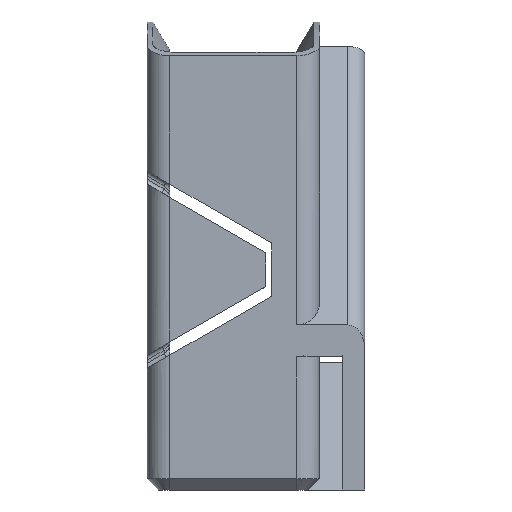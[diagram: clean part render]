
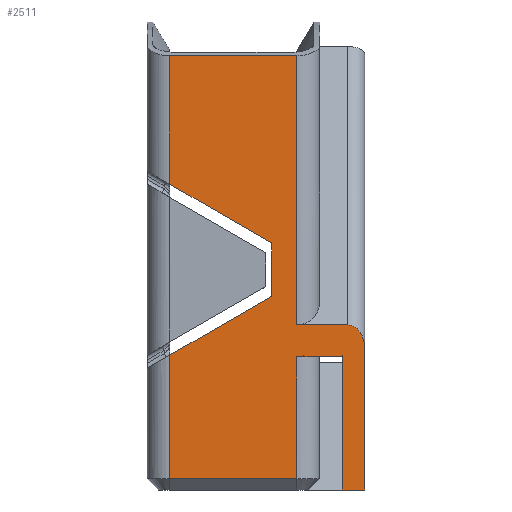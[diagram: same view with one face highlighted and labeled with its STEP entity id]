
A CAD part, front view. The second image highlights one B-rep face of the part: STEP entity #2511.
In plain terms, the highlighted planar face has unit normal (0, -1, 0).
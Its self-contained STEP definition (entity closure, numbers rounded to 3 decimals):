
#143=ELLIPSE('',#2676,4.243,3.);
#240=FACE_OUTER_BOUND('',#370,.T.);
#370=EDGE_LOOP('',(#1911,#1912,#1913,#1914,#1915,#1916,#1917,#1918,#1919,
#1920,#1921,#1922,#1923,#1924,#1925));
#460=LINE('',#3441,#727);
#468=LINE('',#3464,#735);
#515=LINE('',#3859,#782);
#520=LINE('',#3928,#787);
#555=LINE('',#4058,#822);
#598=LINE('',#4153,#865);
#599=LINE('',#4156,#866);
#603=LINE('',#4243,#870);
#604=LINE('',#4245,#871);
#605=LINE('',#4246,#872);
#606=LINE('',#4247,#873);
#607=LINE('',#4248,#874);
#608=LINE('',#4249,#875);
#609=LINE('',#4250,#876);
#727=VECTOR('',#2816,10.);
#735=VECTOR('',#2836,10.);
#782=VECTOR('',#2965,10.);
#787=VECTOR('',#2986,10.);
#822=VECTOR('',#3051,10.);
#865=VECTOR('',#3122,10.);
#866=VECTOR('',#3125,10.);
#870=VECTOR('',#3141,10.);
#871=VECTOR('',#3142,10.);
#872=VECTOR('',#3143,10.);
#873=VECTOR('',#3144,10.);
#874=VECTOR('',#3145,10.);
#875=VECTOR('',#3146,10.);
#876=VECTOR('',#3147,10.);
#992=VERTEX_POINT('',#3432);
#994=VERTEX_POINT('',#3439);
#1002=VERTEX_POINT('',#3461);
#1003=VERTEX_POINT('',#3463);
#1066=VERTEX_POINT('',#3856);
#1067=VERTEX_POINT('',#3858);
#1076=VERTEX_POINT('',#3925);
#1077=VERTEX_POINT('',#3927);
#1106=VERTEX_POINT('',#4042);
#1107=VERTEX_POINT('',#4044);
#1112=VERTEX_POINT('',#4056);
#1139=VERTEX_POINT('',#4140);
#1141=VERTEX_POINT('',#4155);
#1154=VERTEX_POINT('',#4242);
#1155=VERTEX_POINT('',#4244);
#1248=EDGE_CURVE('',#994,#992,#460,.T.);
#1259=EDGE_CURVE('',#1003,#1002,#468,.T.);
#1339=EDGE_CURVE('',#1067,#1066,#515,.T.);
#1351=EDGE_CURVE('',#1077,#1076,#520,.T.);
#1388=EDGE_CURVE('',#1106,#1107,#143,.T.);
#1395=EDGE_CURVE('',#1112,#1106,#555,.T.);
#1439=EDGE_CURVE('',#1067,#1139,#598,.T.);
#1440=EDGE_CURVE('',#1141,#1139,#599,.T.);
#1455=EDGE_CURVE('',#1154,#994,#603,.T.);
#1456=EDGE_CURVE('',#1155,#1154,#604,.T.);
#1457=EDGE_CURVE('',#1003,#1155,#605,.T.);
#1458=EDGE_CURVE('',#1107,#1002,#606,.T.);
#1459=EDGE_CURVE('',#1141,#1112,#607,.T.);
#1460=EDGE_CURVE('',#1066,#1077,#608,.T.);
#1461=EDGE_CURVE('',#992,#1076,#609,.T.);
#1911=ORIENTED_EDGE('',*,*,#1248,.F.);
#1912=ORIENTED_EDGE('',*,*,#1455,.F.);
#1913=ORIENTED_EDGE('',*,*,#1456,.F.);
#1914=ORIENTED_EDGE('',*,*,#1457,.F.);
#1915=ORIENTED_EDGE('',*,*,#1259,.T.);
#1916=ORIENTED_EDGE('',*,*,#1458,.F.);
#1917=ORIENTED_EDGE('',*,*,#1388,.F.);
#1918=ORIENTED_EDGE('',*,*,#1395,.F.);
#1919=ORIENTED_EDGE('',*,*,#1459,.F.);
#1920=ORIENTED_EDGE('',*,*,#1440,.T.);
#1921=ORIENTED_EDGE('',*,*,#1439,.F.);
#1922=ORIENTED_EDGE('',*,*,#1339,.T.);
#1923=ORIENTED_EDGE('',*,*,#1460,.T.);
#1924=ORIENTED_EDGE('',*,*,#1351,.T.);
#1925=ORIENTED_EDGE('',*,*,#1461,.F.);
#2405=PLANE('',#2699);
#2511=ADVANCED_FACE('',(#240),#2405,.T.);
#2676=AXIS2_PLACEMENT_3D('',#4045,#3040,#3041);
#2699=AXIS2_PLACEMENT_3D('',#4241,#3139,#3140);
#2816=DIRECTION('',(-1.,0.,0.));
#2836=DIRECTION('',(1.,0.,0.));
#2965=DIRECTION('',(0.866,0.,-0.5));
#2986=DIRECTION('',(-0.866,0.,-0.5));
#3040=DIRECTION('center_axis',(0.,1.,0.));
#3041=DIRECTION('ref_axis',(0.,0.,
1.));
#3051=DIRECTION('',(1.,0.,0.));
#3122=DIRECTION('',(0.,0.,1.));
#3125=DIRECTION('',(-1.,0.,0.));
#3139=DIRECTION('center_axis',(0.,-1.,0.));
#3140=DIRECTION('ref_axis',(1.,0.,0.));
#3141=DIRECTION('',(0.,0.,-1.));
#3142=DIRECTION('',(-1.,0.,0.));
#3143=DIRECTION('',(0.,0.,1.));
#3144=DIRECTION('',(0.,0.,-1.));
#3145=DIRECTION('',(0.,0.,-1.));
#3146=DIRECTION('',(0.,0.,-1.));
#3147=DIRECTION('',(0.,0.,1.));
#3432=CARTESIAN_POINT('',(4.,0.,-1.));
#3439=CARTESIAN_POINT('',(26.5,0.,-1.));
#3441=CARTESIAN_POINT('',(7.625,0.,-1.));
#3461=CARTESIAN_POINT('',(38.5,0.,-3.));
#3463=CARTESIAN_POINT('',(34.5,0.,-3.));
#3464=CARTESIAN_POINT('',(30.5,0.,-3.));
#3856=CARTESIAN_POINT('',(22.,0.,40.732));
#3858=CARTESIAN_POINT('',(4.,0.,51.124));
#3859=CARTESIAN_POINT('',(11.569,0.,46.755));
#3925=CARTESIAN_POINT('',(4.,0.,20.876));
#3927=CARTESIAN_POINT('',(22.,0.,31.268));
#3928=CARTESIAN_POINT('',(6.98,0.,22.596));
#4042=CARTESIAN_POINT('',(35.5,0.,26.224));
#4044=CARTESIAN_POINT('',(38.5,0.,21.982));
#4045=CARTESIAN_POINT('Origin',(35.5,0.,21.982));
#4056=CARTESIAN_POINT('',(26.5,0.,26.224));
#4058=CARTESIAN_POINT('',(30.5,0.,26.224));
#4140=CARTESIAN_POINT('',(4.,0.,73.88));
#4153=CARTESIAN_POINT('',(4.,0.,0.));
#4155=CARTESIAN_POINT('',(26.5,0.,73.88));
#4156=CARTESIAN_POINT('',(25.942,0.,73.88));
#4241=CARTESIAN_POINT('Origin',(0.,0.,0.));
#4242=CARTESIAN_POINT('',(26.5,0.,20.568));
#4243=CARTESIAN_POINT('',(26.5,0.,0.));
#4244=CARTESIAN_POINT('',(34.5,0.,20.568));
#4245=CARTESIAN_POINT('',(32.5,0.,20.568));
#4246=CARTESIAN_POINT('',(34.5,0.,-2.722));
#4247=CARTESIAN_POINT('',(38.5,0.,11.067));
#4248=CARTESIAN_POINT('',(26.5,0.,0.));
#4249=CARTESIAN_POINT('',(22.,0.,20.366));
#4250=CARTESIAN_POINT('',(4.,0.,0.));
